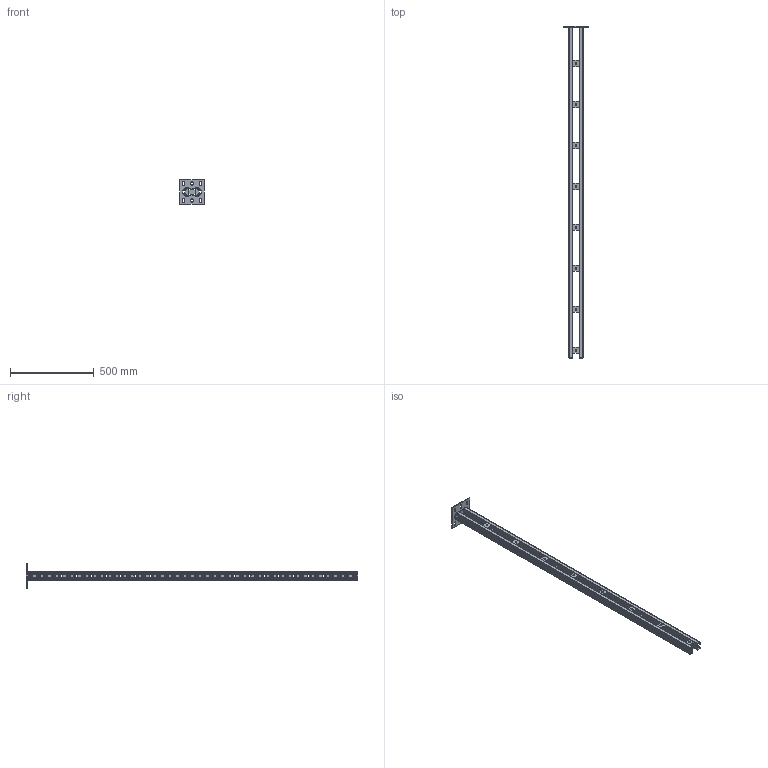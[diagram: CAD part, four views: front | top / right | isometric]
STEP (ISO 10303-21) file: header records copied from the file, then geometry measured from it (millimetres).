
FILE_DESCRIPTION (( 'STEP AP203' ), '1' );
FILE_NAME ('10-02-1430.STEP', '2013-05-02T11:47:52', ( 'asennus' ), ( '' ), 'SwSTEP 2.0', 'SolidWorks 2013', '' );
FILE_SCHEMA (( 'CONFIG_CONTROL_DESIGN' ));
Length unit declared in the file: millimetre
Products named in the file (1): 10-02-1430
Bounding box: 149 x 1986 x 149 mm (x, y, z)
Volume: 1060155.9 mm3; surface area: 1015947.9 mm2
Topology: 19 solids, 19 shells, 746 faces, 2028 edges, 1320 vertices
Faces by surface type: plane 386, cylinder 360
Entity records: 24125 total; most frequent: DIRECTION 4242, CARTESIAN_POINT 4095, ORIENTED_EDGE 4056, EDGE_CURVE 2028, AXIS2_PLACEMENT_3D 1467, VERTEX_POINT 1320, LINE 1308, VECTOR 1308
